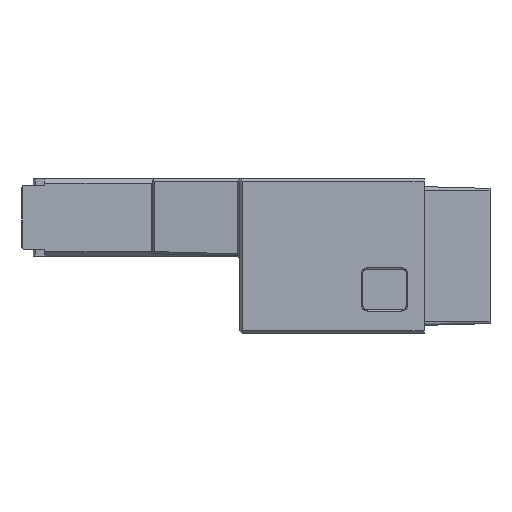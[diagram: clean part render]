
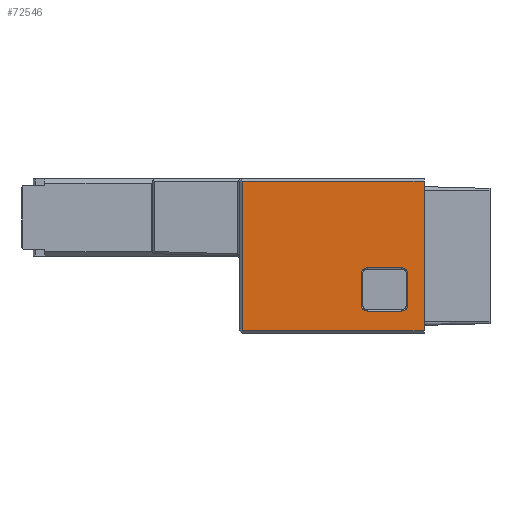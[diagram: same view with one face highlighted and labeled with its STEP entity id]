
A CAD part, left-side view. The second image highlights one B-rep face of the part: STEP entity #72546.
In plain terms, the highlighted face is planar.
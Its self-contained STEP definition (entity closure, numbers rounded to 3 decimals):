
#22297=DIRECTION('',(0.,0.,-1.));
#22298=VECTOR('',#22297,35.);
#22299=CARTESIAN_POINT('',(122.25,-43.,17.5));
#22300=LINE('',#22299,#22298);
#25770=CARTESIAN_POINT('',(122.25,-29.7,4.05));
#25771=DIRECTION('',(-1.,0.,0.));
#25772=DIRECTION('',(0.,1.,0.));
#25773=AXIS2_PLACEMENT_3D('',#25770,#25771,#25772);
#25775=DIRECTION('',(0.,0.,-1.));
#25776=VECTOR('',#25775,7.5);
#25777=CARTESIAN_POINT('',(122.25,-28.4,11.55));
#25778=LINE('',#25777,#25776);
#25779=CARTESIAN_POINT('',(122.25,-29.7,11.55));
#25780=DIRECTION('',(-1.,0.,0.));
#25781=DIRECTION('',(0.,0.,1.));
#25782=AXIS2_PLACEMENT_3D('',#25779,#25780,#25781);
#25784=DIRECTION('',(0.,1.,0.));
#25785=VECTOR('',#25784,8.1);
#25786=CARTESIAN_POINT('',(122.25,-37.8,12.85));
#25787=LINE('',#25786,#25785);
#25788=CARTESIAN_POINT('',(122.25,-37.8,11.55));
#25789=DIRECTION('',(-1.,0.,0.));
#25790=DIRECTION('',(0.,-1.,0.));
#25791=AXIS2_PLACEMENT_3D('',#25788,#25789,#25790);
#25793=DIRECTION('',(0.,0.,1.));
#25794=VECTOR('',#25793,7.5);
#25795=CARTESIAN_POINT('',(122.25,-39.1,4.05));
#25796=LINE('',#25795,#25794);
#25797=CARTESIAN_POINT('',(122.25,-37.8,4.05));
#25798=DIRECTION('',(-1.,0.,0.));
#25799=DIRECTION('',(0.,0.,-1.));
#25800=AXIS2_PLACEMENT_3D('',#25797,#25798,#25799);
#25802=DIRECTION('',(0.,-1.,0.));
#25803=VECTOR('',#25802,8.1);
#25804=CARTESIAN_POINT('',(122.25,-29.7,2.75));
#25805=LINE('',#25804,#25803);
#25806=DIRECTION('',(0.,-1.,0.));
#25807=VECTOR('',#25806,42.5);
#25808=CARTESIAN_POINT('',(122.25,-0.5,-17.5));
#25809=LINE('',#25808,#25807);
#25810=DIRECTION('',(0.,-1.,0.));
#25811=VECTOR('',#25810,42.5);
#25812=CARTESIAN_POINT('',(122.25,-0.5,17.5));
#25813=LINE('',#25812,#25811);
#25814=DIRECTION('',(0.,0.,-1.));
#25815=VECTOR('',#25814,35.);
#25816=CARTESIAN_POINT('',(122.25,-0.5,17.5));
#25817=LINE('',#25816,#25815);
#62086=CARTESIAN_POINT('',(122.25,-43.,-17.5));
#62088=VERTEX_POINT('',#62086);
#62089=CARTESIAN_POINT('',(122.25,-0.5,-17.5));
#62090=VERTEX_POINT('',#62089);
#62091=CARTESIAN_POINT('',(122.25,-0.5,17.5));
#62092=VERTEX_POINT('',#62091);
#62093=CARTESIAN_POINT('',(122.25,-43.,17.5));
#62094=VERTEX_POINT('',#62093);
#62657=CARTESIAN_POINT('',(122.25,-28.4,4.05));
#62658=CARTESIAN_POINT('',(122.25,-29.7,2.75));
#62659=VERTEX_POINT('',#62657);
#62660=VERTEX_POINT('',#62658);
#62665=CARTESIAN_POINT('',(122.25,-37.8,2.75));
#62666=VERTEX_POINT('',#62665);
#62669=CARTESIAN_POINT('',(122.25,-39.1,4.05));
#62670=VERTEX_POINT('',#62669);
#62673=CARTESIAN_POINT('',(122.25,-39.1,11.55));
#62674=VERTEX_POINT('',#62673);
#62677=CARTESIAN_POINT('',(122.25,-37.8,12.85));
#62678=VERTEX_POINT('',#62677);
#62681=CARTESIAN_POINT('',(122.25,-29.7,12.85));
#62682=VERTEX_POINT('',#62681);
#62685=CARTESIAN_POINT('',(122.25,-28.4,11.55));
#62686=VERTEX_POINT('',#62685);
#72515=CARTESIAN_POINT('',(122.25,0.,18.));
#72516=DIRECTION('',(1.,0.,0.));
#72517=DIRECTION('',(0.,0.,-1.));
#72518=AXIS2_PLACEMENT_3D('',#72515,#72516,#72517);
#72519=PLANE('',#72518);
#72520=ORIENTED_EDGE('',*,*,#72508,.T.);
#72521=ORIENTED_EDGE('',*,*,#69213,.F.);
#72523=ORIENTED_EDGE('',*,*,#72522,.F.);
#72525=ORIENTED_EDGE('',*,*,#72524,.T.);
#72526=EDGE_LOOP('',(#72520,#72521,#72523,#72525));
#72527=FACE_OUTER_BOUND('',#72526,.F.);
#72529=ORIENTED_EDGE('',*,*,#72528,.F.);
#72531=ORIENTED_EDGE('',*,*,#72530,.F.);
#72533=ORIENTED_EDGE('',*,*,#72532,.F.);
#72535=ORIENTED_EDGE('',*,*,#72534,.F.);
#72537=ORIENTED_EDGE('',*,*,#72536,.F.);
#72539=ORIENTED_EDGE('',*,*,#72538,.F.);
#72541=ORIENTED_EDGE('',*,*,#72540,.F.);
#72543=ORIENTED_EDGE('',*,*,#72542,.F.);
#72544=EDGE_LOOP('',(#72529,#72531,#72533,#72535,#72537,#72539,#72541,#72543));
#72545=FACE_BOUND('',#72544,.F.);
#25774=CIRCLE('',#25773,1.3);
#25783=CIRCLE('',#25782,1.3);
#25792=CIRCLE('',#25791,1.3);
#25801=CIRCLE('',#25800,1.3);
#69213=EDGE_CURVE('',#62094,#62088,#22300,.T.);
#72508=EDGE_CURVE('',#62090,#62088,#25809,.T.);
#72522=EDGE_CURVE('',#62092,#62094,#25813,.T.);
#72524=EDGE_CURVE('',#62092,#62090,#25817,.T.);
#72528=EDGE_CURVE('',#62659,#62660,#25774,.T.);
#72530=EDGE_CURVE('',#62686,#62659,#25778,.T.);
#72532=EDGE_CURVE('',#62682,#62686,#25783,.T.);
#72534=EDGE_CURVE('',#62678,#62682,#25787,.T.);
#72536=EDGE_CURVE('',#62674,#62678,#25792,.T.);
#72538=EDGE_CURVE('',#62670,#62674,#25796,.T.);
#72540=EDGE_CURVE('',#62666,#62670,#25801,.T.);
#72542=EDGE_CURVE('',#62660,#62666,#25805,.T.);
#72546=ADVANCED_FACE('',(#72527,#72545),#72519,.T.);
